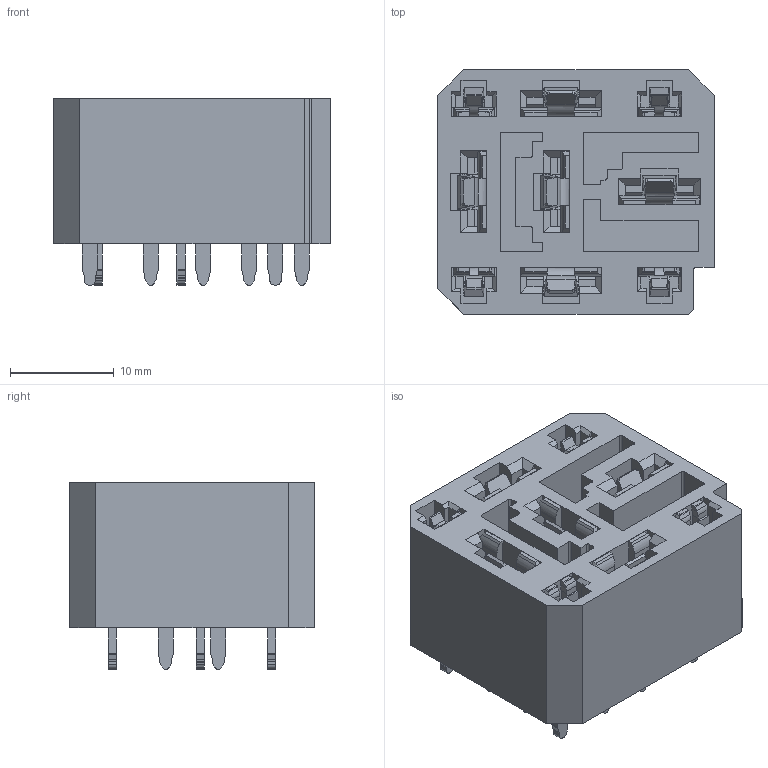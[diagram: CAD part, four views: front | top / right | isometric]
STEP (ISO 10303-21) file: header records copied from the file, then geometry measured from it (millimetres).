
FILE_DESCRIPTION (( 'STEP AP203' ), '1' );
FILE_NAME ('S91580-H02.STEP', '2025-03-12T14:52:38', ( '' ), ( '' ), 'SwSTEP 2.0', 'SolidWorks 2023', '' );
FILE_SCHEMA (( 'CONFIG_CONTROL_DESIGN' ));
Length unit declared in the file: millimetre
Products named in the file (4): K98670-E; K00777-E; S91580-H02; K91167-F
Assembly tree (10 placements, depth 2):
  S91580-H02
    K00777-E
    K91167-F  x5
    K98670-E  x4
Bounding box: 26.7 x 23.6 x 18 mm (x, y, z)
Volume: 6120.5 mm3; surface area: 8520.3 mm2
Topology: 10 solids, 10 shells, 1524 faces, 4232 edges, 2782 vertices
Faces by surface type: plane 913, cylinder 356, bspline 255
Full cylindrical faces by diameter (mm): 2 x1, 3 x1
Entity records: 37996 total; most frequent: CARTESIAN_POINT 16109, ORIENTED_EDGE 4846, DIRECTION 3617, EDGE_CURVE 2423, VECTOR 1811, LINE 1811, VERTEX_POINT 1598, EDGE_LOOP 961
